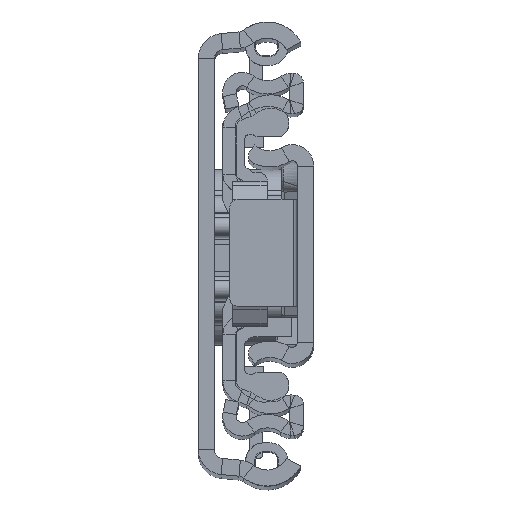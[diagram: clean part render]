
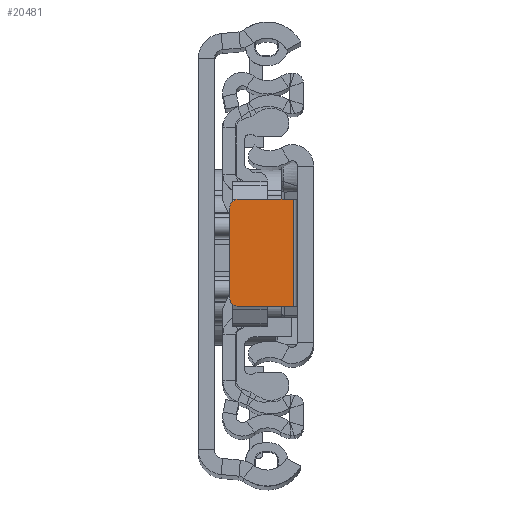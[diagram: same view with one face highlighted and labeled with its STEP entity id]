
A CAD part, top view. The second image highlights one B-rep face of the part: STEP entity #20481.
In plain terms, the highlighted planar face has unit normal (0, 0, 1).
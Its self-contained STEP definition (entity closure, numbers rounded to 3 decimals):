
#183 = PLANE ( 'NONE',  #7966 ) ;
#338 = DIRECTION ( 'NONE',  ( 0., 0., 1. ) ) ;
#1574 = EDGE_CURVE ( 'NONE', #17663, #14172, #5001, .T. ) ;
#1806 = VECTOR ( 'NONE', #21729, 1000. ) ;
#3551 = DIRECTION ( 'NONE',  ( -1., 0., 0. ) ) ;
#4291 = CARTESIAN_POINT ( 'NONE',  ( -8.4, 5.151, -6.8 ) ) ;
#4906 = VERTEX_POINT ( 'NONE', #13852 ) ;
#5001 = LINE ( 'NONE', #28542, #1806 ) ;
#7966 = AXIS2_PLACEMENT_3D ( 'NONE', #23910, #338, #28711 ) ;
#8940 = DIRECTION ( 'NONE',  ( 1., 0., 0. ) ) ;
#10787 = VERTEX_POINT ( 'NONE', #16570 ) ;
#10915 = CIRCLE ( 'NONE', #28225, 1. ) ;
#11018 = ORIENTED_EDGE ( 'NONE', *, *, #27296, .F. ) ;
#11818 = EDGE_CURVE ( 'NONE', #21923, #17663, #22849, .T. ) ;
#11980 = FACE_OUTER_BOUND ( 'NONE', #19858, .T. ) ;
#12051 = DIRECTION ( 'NONE',  ( 0., 0., 1. ) ) ;
#12925 = CARTESIAN_POINT ( 'NONE',  ( -1.8, 6.151, -6.8 ) ) ;
#13851 = CARTESIAN_POINT ( 'NONE',  ( -2.3, 6.151, -6.8 ) ) ;
#13852 = CARTESIAN_POINT ( 'NONE',  ( -9.4, 5.151, -6.8 ) ) ;
#14172 = VERTEX_POINT ( 'NONE', #20927 ) ;
#14479 = DIRECTION ( 'NONE',  ( 0., 1., 0. ) ) ;
#15820 = VECTOR ( 'NONE', #14479, 1000. ) ;
#15891 = VECTOR ( 'NONE', #27188, 1000. ) ;
#16570 = CARTESIAN_POINT ( 'NONE',  ( -9.4, -4.849, -6.8 ) ) ;
#16999 = DIRECTION ( 'NONE',  ( 1., 0., 0. ) ) ;
#17663 = VERTEX_POINT ( 'NONE', #13851 ) ;
#18196 = AXIS2_PLACEMENT_3D ( 'NONE', #4291, #27531, #8940 ) ;
#18605 = CARTESIAN_POINT ( 'NONE',  ( -8.4, -5.849, -6.8 ) ) ;
#19126 = LINE ( 'NONE', #28584, #15820 ) ;
#19337 = EDGE_CURVE ( 'NONE', #14172, #21556, #22155, .T. ) ;
#19576 = EDGE_CURVE ( 'NONE', #10787, #21556, #10915, .T. ) ;
#19858 = EDGE_LOOP ( 'NONE', ( #11018, #22375, #24884, #21147, #27086, #23088 ) ) ;
#20207 = VECTOR ( 'NONE', #3551, 1000. ) ;
#20431 = CARTESIAN_POINT ( 'NONE',  ( -9.4, -5.849, -6.8 ) ) ;
#20481 = ADVANCED_FACE ( 'NONE', ( #11980 ), #183, .T. ) ;
#20927 = CARTESIAN_POINT ( 'NONE',  ( -2.3, -5.849, -6.8 ) ) ;
#21147 = ORIENTED_EDGE ( 'NONE', *, *, #1574, .F. ) ;
#21161 = CIRCLE ( 'NONE', #18196, 1. ) ;
#21556 = VERTEX_POINT ( 'NONE', #18605 ) ;
#21729 = DIRECTION ( 'NONE',  ( 0., -1., 0. ) ) ;
#21923 = VERTEX_POINT ( 'NONE', #26646 ) ;
#22155 = LINE ( 'NONE', #20431, #20207 ) ;
#22375 = ORIENTED_EDGE ( 'NONE', *, *, #19576, .T. ) ;
#22849 = LINE ( 'NONE', #12925, #15891 ) ;
#23088 = ORIENTED_EDGE ( 'NONE', *, *, #28904, .T. ) ;
#23910 = CARTESIAN_POINT ( 'NONE',  ( 0., 0., -6.8 ) ) ;
#24884 = ORIENTED_EDGE ( 'NONE', *, *, #19337, .F. ) ;
#25996 = CARTESIAN_POINT ( 'NONE',  ( -8.4, -4.849, -6.8 ) ) ;
#26646 = CARTESIAN_POINT ( 'NONE',  ( -8.4, 6.151, -6.8 ) ) ;
#27086 = ORIENTED_EDGE ( 'NONE', *, *, #11818, .F. ) ;
#27188 = DIRECTION ( 'NONE',  ( 1., 0., 0. ) ) ;
#27296 = EDGE_CURVE ( 'NONE', #10787, #4906, #19126, .T. ) ;
#27531 = DIRECTION ( 'NONE',  ( 0., 0., 1. ) ) ;
#28225 = AXIS2_PLACEMENT_3D ( 'NONE', #25996, #12051, #16999 ) ;
#28542 = CARTESIAN_POINT ( 'NONE',  ( -2.3, 6.151, -6.8 ) ) ;
#28584 = CARTESIAN_POINT ( 'NONE',  ( -9.4, 6.151, -6.8 ) ) ;
#28711 = DIRECTION ( 'NONE',  ( 1., 0., 0. ) ) ;
#28904 = EDGE_CURVE ( 'NONE', #21923, #4906, #21161, .T. ) ;
